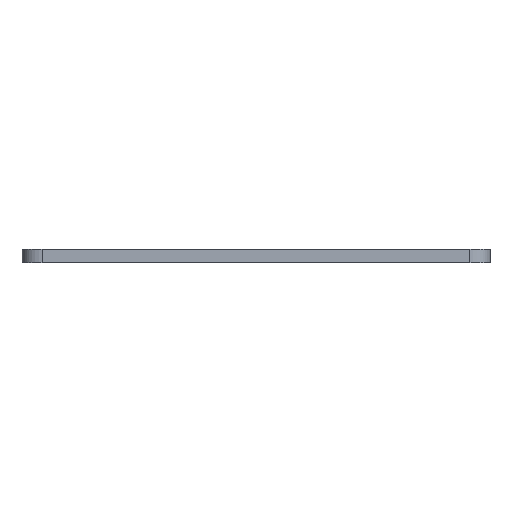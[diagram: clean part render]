
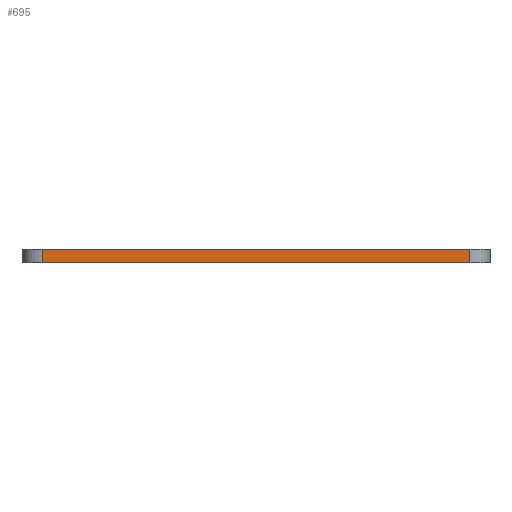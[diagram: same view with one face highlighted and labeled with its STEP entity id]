
A CAD part, left-side view. The second image highlights one B-rep face of the part: STEP entity #695.
In plain terms, the highlighted planar face has unit normal (-1, 0, 0).
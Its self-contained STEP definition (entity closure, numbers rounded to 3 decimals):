
#27 = DIRECTION ( 'NONE',  ( 0., -1., 0. ) ) ;
#44 = CARTESIAN_POINT ( 'NONE',  ( -90.191, -59.068, 0. ) ) ;
#85 = ORIENTED_EDGE ( 'NONE', *, *, #853, .T. ) ;
#164 = LINE ( 'NONE', #1061, #1174 ) ;
#209 = VECTOR ( 'NONE', #740, 1000. ) ;
#214 = LINE ( 'NONE', #469, #327 ) ;
#226 = FACE_OUTER_BOUND ( 'NONE', #1255, .T. ) ;
#247 = ORIENTED_EDGE ( 'NONE', *, *, #455, .F. ) ;
#248 = VERTEX_POINT ( 'NONE', #816 ) ;
#265 = AXIS2_PLACEMENT_3D ( 'NONE', #1331, #565, #1211 ) ;
#300 = VERTEX_POINT ( 'NONE', #1258 ) ;
#327 = VECTOR ( 'NONE', #1212, 1000. ) ;
#392 = VERTEX_POINT ( 'NONE', #1165 ) ;
#455 = EDGE_CURVE ( 'NONE', #300, #392, #991, .T. ) ;
#469 = CARTESIAN_POINT ( 'NONE',  ( -90.191, -59.068, 2. ) ) ;
#535 = VERTEX_POINT ( 'NONE', #44 ) ;
#565 = DIRECTION ( 'NONE',  ( 1., 0., 0. ) ) ;
#622 = CARTESIAN_POINT ( 'NONE',  ( -90.191, 7.932, 0. ) ) ;
#695 = ADVANCED_FACE ( 'NONE', ( #226 ), #989, .F. ) ;
#740 = DIRECTION ( 'NONE',  ( 0., -1., 0. ) ) ;
#816 = CARTESIAN_POINT ( 'NONE',  ( -90.191, 4.932, 0. ) ) ;
#829 = ORIENTED_EDGE ( 'NONE', *, *, #1019, .T. ) ;
#853 = EDGE_CURVE ( 'NONE', #248, #535, #1041, .T. ) ;
#859 = DIRECTION ( 'NONE',  ( 0., 0., -1. ) ) ;
#953 = ORIENTED_EDGE ( 'NONE', *, *, #1164, .T. ) ;
#989 = PLANE ( 'NONE',  #265 ) ;
#991 = LINE ( 'NONE', #1269, #1055 ) ;
#1019 = EDGE_CURVE ( 'NONE', #300, #248, #164, .T. ) ;
#1041 = LINE ( 'NONE', #622, #209 ) ;
#1055 = VECTOR ( 'NONE', #27, 1000. ) ;
#1061 = CARTESIAN_POINT ( 'NONE',  ( -90.191, 4.932, 2. ) ) ;
#1164 = EDGE_CURVE ( 'NONE', #535, #392, #214, .T. ) ;
#1165 = CARTESIAN_POINT ( 'NONE',  ( -90.191, -59.068, 2. ) ) ;
#1174 = VECTOR ( 'NONE', #859, 1000. ) ;
#1211 = DIRECTION ( 'NONE',  ( 0., 1., 0. ) ) ;
#1212 = DIRECTION ( 'NONE',  ( 0., 0., 1. ) ) ;
#1255 = EDGE_LOOP ( 'NONE', ( #85, #953, #247, #829 ) ) ;
#1258 = CARTESIAN_POINT ( 'NONE',  ( -90.191, 4.932, 2. ) ) ;
#1269 = CARTESIAN_POINT ( 'NONE',  ( -90.191, 7.932, 2. ) ) ;
#1331 = CARTESIAN_POINT ( 'NONE',  ( -90.191, 7.932, 2. ) ) ;
